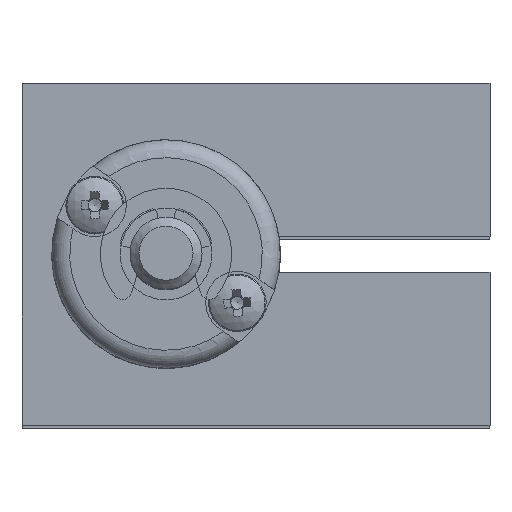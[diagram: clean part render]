
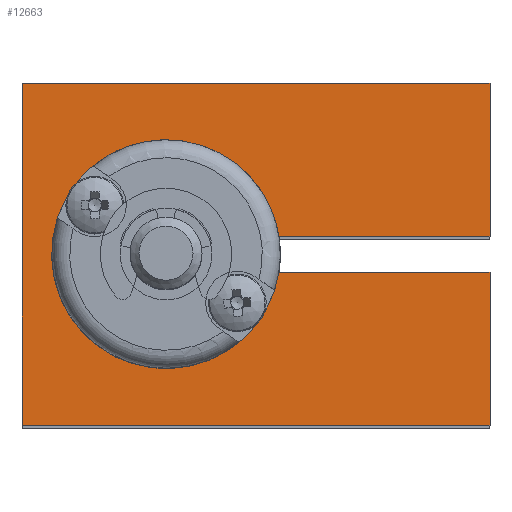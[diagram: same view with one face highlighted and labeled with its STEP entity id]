
A CAD part, top view. The second image highlights one B-rep face of the part: STEP entity #12663.
In plain terms, the highlighted planar face has unit normal (0, 0, 1).
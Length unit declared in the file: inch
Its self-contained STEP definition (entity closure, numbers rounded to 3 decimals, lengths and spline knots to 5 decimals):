
#188 = VERTEX_POINT ( 'NONE', #10614 ) ;
#209 = PLANE ( 'NONE',  #9921 ) ;
#1062 = LINE ( 'NONE', #7891, #7406 ) ;
#1250 = DIRECTION ( 'NONE',  ( 0., 1., 0. ) ) ;
#1270 = CARTESIAN_POINT ( 'NONE',  ( 0., 0., -1.37795 ) ) ;
#1500 = VERTEX_POINT ( 'NONE', #7827 ) ;
#1646 = CARTESIAN_POINT ( 'NONE',  ( -0.31496, -0.37402, -1.37795 ) ) ;
#2000 = DIRECTION ( 'NONE',  ( -1., 0., 0. ) ) ;
#2044 = CARTESIAN_POINT ( 'NONE',  ( -0.31496, 0.37402, -1.37795 ) ) ;
#2199 = VERTEX_POINT ( 'NONE', #1646 ) ;
#2260 = VECTOR ( 'NONE', #3388, 39.37008 ) ;
#2263 = EDGE_CURVE ( 'NONE', #1500, #5099, #10643, .T. ) ;
#2330 = DIRECTION ( 'NONE',  ( 0., -1., 0. ) ) ;
#2611 = ORIENTED_EDGE ( 'NONE', *, *, #4388, .T. ) ;
#3243 = DIRECTION ( 'NONE',  ( 0., -1., 0. ) ) ;
#3277 = EDGE_CURVE ( 'NONE', #5099, #8933, #12292, .T. ) ;
#3287 = EDGE_CURVE ( 'NONE', #8933, #2199, #1062, .T. ) ;
#3388 = DIRECTION ( 'NONE',  ( -1., 0., 0. ) ) ;
#3430 = VECTOR ( 'NONE', #8658, 39.37008 ) ;
#3545 = ORIENTED_EDGE ( 'NONE', *, *, #5033, .T. ) ;
#3640 = EDGE_CURVE ( 'NONE', #9513, #4075, #7004, .T. ) ;
#3705 = DIRECTION ( 'NONE',  ( 0., -1., 0. ) ) ;
#4075 = VERTEX_POINT ( 'NONE', #4341 ) ;
#4341 = CARTESIAN_POINT ( 'NONE',  ( 0.70866, -0.03937, -1.37795 ) ) ;
#4388 = EDGE_CURVE ( 'NONE', #188, #1500, #11741, .T. ) ;
#4842 = VECTOR ( 'NONE', #10559, 39.37008 ) ;
#5033 = EDGE_CURVE ( 'NONE', #4075, #5965, #13398, .T. ) ;
#5099 = VERTEX_POINT ( 'NONE', #13985 ) ;
#5346 = EDGE_CURVE ( 'NONE', #2199, #9513, #8514, .T. ) ;
#5523 = EDGE_CURVE ( 'NONE', #5965, #188, #9663, .T. ) ;
#5699 = DIRECTION ( 'NONE',  ( 0., 0., 1. ) ) ;
#5799 = DIRECTION ( 'NONE',  ( 0., 0., -1. ) ) ;
#5965 = VERTEX_POINT ( 'NONE', #6380 ) ;
#6380 = CARTESIAN_POINT ( 'NONE',  ( 0.24688, -0.03937, -1.37795 ) ) ;
#6814 = FACE_OUTER_BOUND ( 'NONE', #12461, .T. ) ;
#6879 = ORIENTED_EDGE ( 'NONE', *, *, #5346, .T. ) ;
#7004 = LINE ( 'NONE', #12715, #10558 ) ;
#7238 = ORIENTED_EDGE ( 'NONE', *, *, #5523, .T. ) ;
#7308 = CARTESIAN_POINT ( 'NONE',  ( 0.24688, 0.03937, -1.37795 ) ) ;
#7314 = CARTESIAN_POINT ( 'NONE',  ( 0.70866, -0.37402, -1.37795 ) ) ;
#7406 = VECTOR ( 'NONE', #3243, 39.37008 ) ;
#7655 = ORIENTED_EDGE ( 'NONE', *, *, #3277, .T. ) ;
#7827 = CARTESIAN_POINT ( 'NONE',  ( 0.70866, 0.03937, -1.37795 ) ) ;
#7891 = CARTESIAN_POINT ( 'NONE',  ( -0.31496, 0.37402, -1.37795 ) ) ;
#8514 = LINE ( 'NONE', #12093, #3430 ) ;
#8658 = DIRECTION ( 'NONE',  ( 1., 0., 0. ) ) ;
#8933 = VERTEX_POINT ( 'NONE', #2044 ) ;
#9181 = AXIS2_PLACEMENT_3D ( 'NONE', #9185, #5799, #3705 ) ;
#9185 = CARTESIAN_POINT ( 'NONE',  ( 0., 0., -1.37795 ) ) ;
#9513 = VERTEX_POINT ( 'NONE', #7314 ) ;
#9663 = CIRCLE ( 'NONE', #9181, 0.25 ) ;
#9737 = VECTOR ( 'NONE', #12959, 39.37008 ) ;
#9921 = AXIS2_PLACEMENT_3D ( 'NONE', #1270, #5699, #2330 ) ;
#10504 = CARTESIAN_POINT ( 'NONE',  ( 0.70866, 0.37402, -1.37795 ) ) ;
#10558 = VECTOR ( 'NONE', #1250, 39.37008 ) ;
#10559 = DIRECTION ( 'NONE',  ( 1., 0., 0. ) ) ;
#10614 = CARTESIAN_POINT ( 'NONE',  ( 0.24688, 0.03937, -1.37795 ) ) ;
#10643 = LINE ( 'NONE', #10504, #9737 ) ;
#10819 = ORIENTED_EDGE ( 'NONE', *, *, #3640, .T. ) ;
#11407 = ORIENTED_EDGE ( 'NONE', *, *, #2263, .T. ) ;
#11741 = LINE ( 'NONE', #7308, #4842 ) ;
#12012 = VECTOR ( 'NONE', #2000, 39.37008 ) ;
#12093 = CARTESIAN_POINT ( 'NONE',  ( -0.31496, -0.37402, -1.37795 ) ) ;
#12253 = CARTESIAN_POINT ( 'NONE',  ( 0.24688, -0.03937, -1.37795 ) ) ;
#12292 = LINE ( 'NONE', #13584, #2260 ) ;
#12461 = EDGE_LOOP ( 'NONE', ( #11407, #7655, #13722, #6879, #10819, #3545, #7238, #2611 ) ) ;
#12663 = ADVANCED_FACE ( 'NONE', ( #6814 ), #209, .T. ) ;
#12715 = CARTESIAN_POINT ( 'NONE',  ( 0.70866, -0.37402, -1.37795 ) ) ;
#12959 = DIRECTION ( 'NONE',  ( 0., 1., 0. ) ) ;
#13398 = LINE ( 'NONE', #12253, #12012 ) ;
#13584 = CARTESIAN_POINT ( 'NONE',  ( -0.31496, 0.37402, -1.37795 ) ) ;
#13722 = ORIENTED_EDGE ( 'NONE', *, *, #3287, .T. ) ;
#13985 = CARTESIAN_POINT ( 'NONE',  ( 0.70866, 0.37402, -1.37795 ) ) ;
